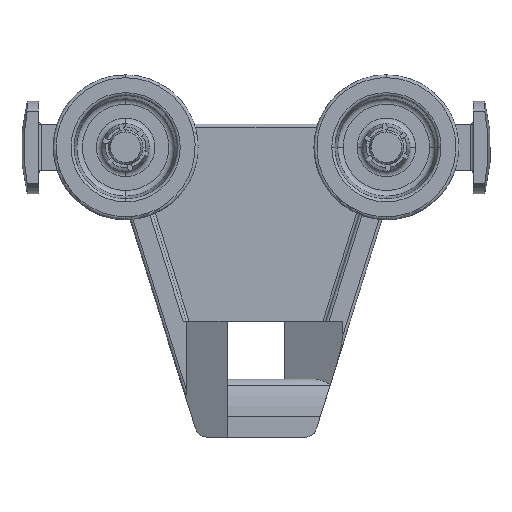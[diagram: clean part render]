
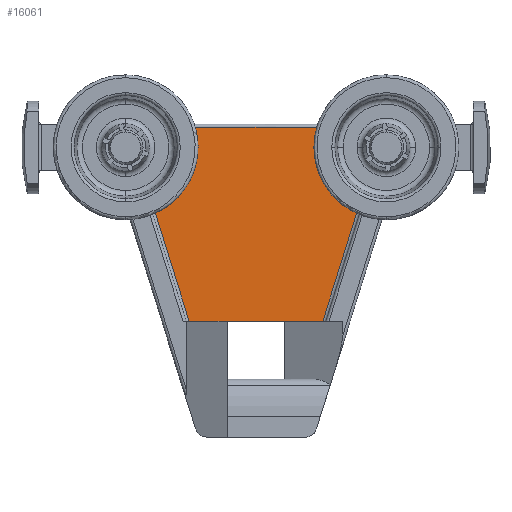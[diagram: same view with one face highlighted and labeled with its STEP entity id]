
A CAD part, top view. The second image highlights one B-rep face of the part: STEP entity #16061.
In plain terms, the highlighted planar face has unit normal (0, 0, 1).
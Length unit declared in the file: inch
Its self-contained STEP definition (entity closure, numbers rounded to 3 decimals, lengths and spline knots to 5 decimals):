
#22 = CARTESIAN_POINT ( 'NONE',  ( -0.60862, 1.66184, 0.05906 ) ) ;
#133 = CARTESIAN_POINT ( 'NONE',  ( -0.47244, 1.9685, 0.05906 ) ) ;
#255 = CARTESIAN_POINT ( 'NONE',  ( -0.61143, 1.65932, 0.05906 ) ) ;
#372 = CARTESIAN_POINT ( 'NONE',  ( -0.48671, 1.86081, 0.05906 ) ) ;
#804 = CARTESIAN_POINT ( 'NONE',  ( 0.88583, 2.1063, 0.05906 ) ) ;
#937 = CIRCLE ( 'NONE', #9269, 0.41339 ) ;
#1068 = B_SPLINE_CURVE_WITH_KNOTS ( 'NONE', 3,
 ( #133, #4064, #5392, #20255, #16763, #9072, #372, #12674, #3943, #5713, #5603, #14829, #20010, #1957, #7382, #16632, #22, #22311, #255, #10880, #11219, #20480 ),
 .UNSPECIFIED., .F., .F.,
 ( 4, 1, 1, 1, 1, 2, 2, 2, 1, 1, 1, 1, 2, 2, 4 ),
 ( 0., 0.125, 0.1875, 0.21875, 0.23438, 0.24219, 0.25, 0.5, 0.625, 0.6875, 0.71875, 0.73438, 0.74219, 0.75, 1. ),
 .UNSPECIFIED. ) ;
#1316 = LINE ( 'NONE', #22994, #12323 ) ;
#1957 = CARTESIAN_POINT ( 'NONE',  ( -0.58719, 1.68235, 0.05906 ) ) ;
#1958 = DIRECTION ( 'NONE',  ( 0.298, 0.954, 0. ) ) ;
#2189 = ORIENTED_EDGE ( 'NONE', *, *, #10043, .T. ) ;
#3167 = DIRECTION ( 'NONE',  ( 0., 0., 1. ) ) ;
#3278 = AXIS2_PLACEMENT_3D ( 'NONE', #13510, #8334, #13870 ) ;
#3309 = EDGE_LOOP ( 'NONE', ( #8762, #9667, #10476, #21264, #5702, #14303, #2189, #13352 ) ) ;
#3648 = CIRCLE ( 'NONE', #3278, 0.41339 ) ;
#3717 = CARTESIAN_POINT ( 'NONE',  ( -0.47244, 1.9685, 0.05906 ) ) ;
#3775 = AXIS2_PLACEMENT_3D ( 'NONE', #11641, #3167, #21386 ) ;
#3943 = CARTESIAN_POINT ( 'NONE',  ( -0.48765, 1.85741, 0.05906 ) ) ;
#4064 = CARTESIAN_POINT ( 'NONE',  ( -0.47244, 1.94943, 0.05906 ) ) ;
#4970 = EDGE_CURVE ( 'NONE', #17826, #17973, #1068, .T. ) ;
#5389 = EDGE_CURVE ( 'NONE', #19129, #17826, #3648, .T. ) ;
#5392 = CARTESIAN_POINT ( 'NONE',  ( -0.47439, 1.92109, 0.05906 ) ) ;
#5603 = CARTESIAN_POINT ( 'NONE',  ( -0.51477, 1.78202, 0.05906 ) ) ;
#5702 = ORIENTED_EDGE ( 'NONE', *, *, #12923, .T. ) ;
#5713 = CARTESIAN_POINT ( 'NONE',  ( -0.49876, 1.818, 0.05906 ) ) ;
#6054 = VECTOR ( 'NONE', #8492, 39.37008 ) ;
#6126 = LINE ( 'NONE', #13909, #6054 ) ;
#6729 = CARTESIAN_POINT ( 'NONE',  ( -0.28056, 0.7874, 0.05906 ) ) ;
#7264 = CARTESIAN_POINT ( 'NONE',  ( 0.49608, 2.1063, 0.05906 ) ) ;
#7382 = CARTESIAN_POINT ( 'NONE',  ( -0.59952, 1.67024, 0.05906 ) ) ;
#7842 = CARTESIAN_POINT ( 'NONE',  ( -0.7068, 1.59589, 0.05906 ) ) ;
#8262 = DIRECTION ( 'NONE',  ( 0., 0., -1. ) ) ;
#8334 = DIRECTION ( 'NONE',  ( 0., 0., -1. ) ) ;
#8492 = DIRECTION ( 'NONE',  ( 0.298, -0.954, 0. ) ) ;
#8762 = ORIENTED_EDGE ( 'NONE', *, *, #5389, .T. ) ;
#9072 = CARTESIAN_POINT ( 'NONE',  ( -0.48579, 1.86426, 0.05906 ) ) ;
#9128 = CARTESIAN_POINT ( 'NONE',  ( 0.7068, 1.59589, 0.05906 ) ) ;
#9269 = AXIS2_PLACEMENT_3D ( 'NONE', #19208, #8262, #11497 ) ;
#9667 = ORIENTED_EDGE ( 'NONE', *, *, #4970, .T. ) ;
#10043 = EDGE_CURVE ( 'NONE', #16820, #22241, #937, .T. ) ;
#10227 = DIRECTION ( 'NONE',  ( 1., 0., 0. ) ) ;
#10476 = ORIENTED_EDGE ( 'NONE', *, *, #16084, .T. ) ;
#10768 = LINE ( 'NONE', #17984, #12842 ) ;
#10880 = CARTESIAN_POINT ( 'NONE',  ( -0.6409, 1.63331, 0.05906 ) ) ;
#11219 = CARTESIAN_POINT ( 'NONE',  ( -0.6724, 1.61243, 0.05906 ) ) ;
#11283 = CARTESIAN_POINT ( 'NONE',  ( -0.49608, 2.1063, 0.05906 ) ) ;
#11497 = DIRECTION ( 'NONE',  ( 1., 0., 0. ) ) ;
#11641 = CARTESIAN_POINT ( 'NONE',  ( 0.88583, 1.9685, 0.05906 ) ) ;
#12323 = VECTOR ( 'NONE', #22878, 39.37008 ) ;
#12423 = VERTEX_POINT ( 'NONE', #6729 ) ;
#12674 = CARTESIAN_POINT ( 'NONE',  ( -0.48734, 1.85851, 0.05906 ) ) ;
#12758 = FACE_OUTER_BOUND ( 'NONE', #3309, .T. ) ;
#12842 = VECTOR ( 'NONE', #1958, 39.37008 ) ;
#12923 = EDGE_CURVE ( 'NONE', #12423, #18608, #17656, .T. ) ;
#13352 = ORIENTED_EDGE ( 'NONE', *, *, #22429, .T. ) ;
#13510 = CARTESIAN_POINT ( 'NONE',  ( -0.88583, 1.9685, 0.05906 ) ) ;
#13870 = DIRECTION ( 'NONE',  ( 1., 0., 0. ) ) ;
#13909 = CARTESIAN_POINT ( 'NONE',  ( -0.7068, 1.59589, 0.05906 ) ) ;
#14303 = ORIENTED_EDGE ( 'NONE', *, *, #17820, .T. ) ;
#14829 = CARTESIAN_POINT ( 'NONE',  ( -0.54647, 1.73161, 0.05906 ) ) ;
#15750 = VERTEX_POINT ( 'NONE', #17612 ) ;
#16061 = ADVANCED_FACE ( 'NONE', ( #12758 ), #20089, .T. ) ;
#16084 = EDGE_CURVE ( 'NONE', #17973, #15750, #6126, .T. ) ;
#16632 = CARTESIAN_POINT ( 'NONE',  ( -0.60586, 1.66434, 0.05906 ) ) ;
#16763 = CARTESIAN_POINT ( 'NONE',  ( -0.48373, 1.87232, 0.05906 ) ) ;
#16820 = VERTEX_POINT ( 'NONE', #9128 ) ;
#16922 = DIRECTION ( 'NONE',  ( -1., 0., 0. ) ) ;
#17120 = VECTOR ( 'NONE', #16922, 39.37008 ) ;
#17277 = LINE ( 'NONE', #804, #17120 ) ;
#17612 = CARTESIAN_POINT ( 'NONE',  ( -0.45415, 0.7874, 0.05906 ) ) ;
#17656 = LINE ( 'NONE', #19230, #22247 ) ;
#17820 = EDGE_CURVE ( 'NONE', #18608, #16820, #10768, .T. ) ;
#17826 = VERTEX_POINT ( 'NONE', #3717 ) ;
#17973 = VERTEX_POINT ( 'NONE', #7842 ) ;
#17984 = CARTESIAN_POINT ( 'NONE',  ( 0.45415, 0.7874, 0.05906 ) ) ;
#18608 = VERTEX_POINT ( 'NONE', #20264 ) ;
#18948 = EDGE_CURVE ( 'NONE', #15750, #12423, #1316, .T. ) ;
#19129 = VERTEX_POINT ( 'NONE', #11283 ) ;
#19208 = CARTESIAN_POINT ( 'NONE',  ( 0.88583, 1.9685, 0.05906 ) ) ;
#19230 = CARTESIAN_POINT ( 'NONE',  ( 0.63976, 0.7874, 0.05906 ) ) ;
#20010 = CARTESIAN_POINT ( 'NONE',  ( -0.56395, 1.70777, 0.05906 ) ) ;
#20089 = PLANE ( 'NONE',  #3775 ) ;
#20255 = CARTESIAN_POINT ( 'NONE',  ( -0.48005, 1.8885, 0.05906 ) ) ;
#20264 = CARTESIAN_POINT ( 'NONE',  ( 0.45415, 0.7874, 0.05906 ) ) ;
#20480 = CARTESIAN_POINT ( 'NONE',  ( -0.7068, 1.59589, 0.05906 ) ) ;
#21264 = ORIENTED_EDGE ( 'NONE', *, *, #18948, .T. ) ;
#21386 = DIRECTION ( 'NONE',  ( 1., 0., 0. ) ) ;
#22241 = VERTEX_POINT ( 'NONE', #7264 ) ;
#22247 = VECTOR ( 'NONE', #10227, 39.37008 ) ;
#22311 = CARTESIAN_POINT ( 'NONE',  ( -0.61046, 1.66018, 0.05906 ) ) ;
#22429 = EDGE_CURVE ( 'NONE', #22241, #19129, #17277, .T. ) ;
#22878 = DIRECTION ( 'NONE',  ( 1., 0., 0. ) ) ;
#22994 = CARTESIAN_POINT ( 'NONE',  ( 0.88583, 0.7874, 0.05906 ) ) ;
